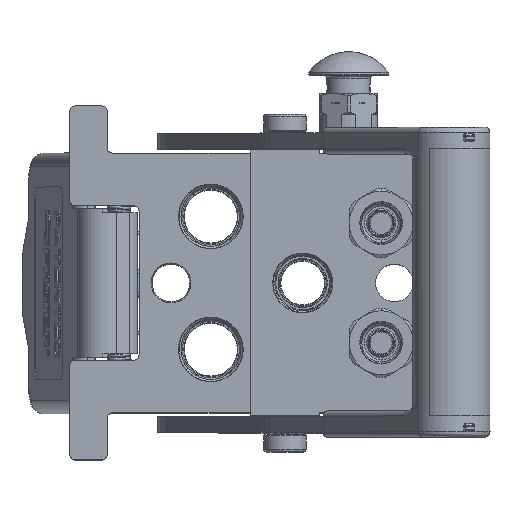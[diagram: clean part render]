
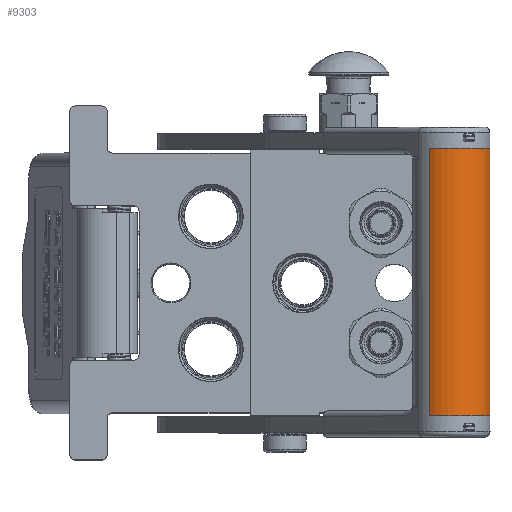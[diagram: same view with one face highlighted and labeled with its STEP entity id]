
A CAD part, top view. The second image highlights one B-rep face of the part: STEP entity #9303.
In plain terms, the highlighted cylindrical face has radius 14.5 mm (diameter 29 mm), a partial arc.
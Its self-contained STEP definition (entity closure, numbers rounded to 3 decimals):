
#1050 = VERTEX_POINT ( 'NONE', #49523 ) ;
#1204 = CARTESIAN_POINT ( 'NONE',  ( -50., 0., 14.5 ) ) ;
#1767 = ORIENTED_EDGE ( 'NONE', *, *, #34340, .T. ) ;
#2922 = VECTOR ( 'NONE', #96613, 1000. ) ;
#3497 = CARTESIAN_POINT ( 'NONE',  ( -46., 0., -14.5 ) ) ;
#3760 = LINE ( 'NONE', #3497, #77094 ) ;
#4425 = VERTEX_POINT ( 'NONE', #72638 ) ;
#6244 = ORIENTED_EDGE ( 'NONE', *, *, #37439, .T. ) ;
#7905 = AXIS2_PLACEMENT_3D ( 'NONE', #22711, #59553, #50712 ) ;
#9303 = ADVANCED_FACE ( 'NONE', ( #67857 ), #35108, .T. ) ;
#9716 = CIRCLE ( 'NONE', #44676, 14.5 ) ;
#10077 = CARTESIAN_POINT ( 'NONE',  ( 46.5, -7.576, -12.363 ) ) ;
#12875 = EDGE_CURVE ( 'NONE', #81738, #75477, #9716, .T. ) ;
#15359 = CIRCLE ( 'NONE', #61023, 14.5 ) ;
#17196 = EDGE_CURVE ( 'NONE', #45019, #90930, #31370, .T. ) ;
#22711 = CARTESIAN_POINT ( 'NONE',  ( -50., 0., 0. ) ) ;
#22874 = CARTESIAN_POINT ( 'NONE',  ( -46., -7.576, -12.363 ) ) ;
#25339 = CARTESIAN_POINT ( 'NONE',  ( -46., 0., 0. ) ) ;
#28184 = CARTESIAN_POINT ( 'NONE',  ( -50., -7.576, -12.363 ) ) ;
#28623 = CARTESIAN_POINT ( 'NONE',  ( 50.5, 0., 14.5 ) ) ;
#28799 = ORIENTED_EDGE ( 'NONE', *, *, #102583, .T. ) ;
#29410 = AXIS2_PLACEMENT_3D ( 'NONE', #82306, #44648, #72299 ) ;
#30290 = AXIS2_PLACEMENT_3D ( 'NONE', #100901, #110091, #90893 ) ;
#31068 = ORIENTED_EDGE ( 'NONE', *, *, #17196, .T. ) ;
#31370 = LINE ( 'NONE', #10077, #2922 ) ;
#34340 = EDGE_CURVE ( 'NONE', #75477, #71213, #3760, .T. ) ;
#34409 = CIRCLE ( 'NONE', #30290, 14.5 ) ;
#35108 = CYLINDRICAL_SURFACE ( 'NONE', #41887, 14.5 ) ;
#35132 = CARTESIAN_POINT ( 'NONE',  ( 50.5, -7.576, -12.363 ) ) ;
#35950 = DIRECTION ( 'NONE',  ( 0., 0., -1. ) ) ;
#36757 = EDGE_CURVE ( 'NONE', #1050, #81738, #116178, .T. ) ;
#37439 = EDGE_CURVE ( 'NONE', #4425, #45019, #114468, .T. ) ;
#40571 = EDGE_CURVE ( 'NONE', #71213, #4425, #15359, .T. ) ;
#41644 = EDGE_CURVE ( 'NONE', #118776, #124184, #62986, .T. ) ;
#41887 = AXIS2_PLACEMENT_3D ( 'NONE', #100734, #52309, #35950 ) ;
#44648 = DIRECTION ( 'NONE',  ( -1., 0., 0. ) ) ;
#44676 = AXIS2_PLACEMENT_3D ( 'NONE', #25339, #92198, #93018 ) ;
#45019 = VERTEX_POINT ( 'NONE', #113119 ) ;
#47849 = ORIENTED_EDGE ( 'NONE', *, *, #102984, .T. ) ;
#49291 = ORIENTED_EDGE ( 'NONE', *, *, #12875, .T. ) ;
#49523 = CARTESIAN_POINT ( 'NONE',  ( -50., -7.576, -12.363 ) ) ;
#50712 = DIRECTION ( 'NONE',  ( 0., 0., 1. ) ) ;
#52280 = CIRCLE ( 'NONE', #7905, 14.5 ) ;
#52309 = DIRECTION ( 'NONE',  ( -1., 0., 0. ) ) ;
#57475 = CARTESIAN_POINT ( 'NONE',  ( 46.5, 0., -14.5 ) ) ;
#59553 = DIRECTION ( 'NONE',  ( 1., 0., 0. ) ) ;
#59683 = DIRECTION ( 'NONE',  ( 0., 0., -1. ) ) ;
#60946 = ORIENTED_EDGE ( 'NONE', *, *, #36757, .T. ) ;
#61023 = AXIS2_PLACEMENT_3D ( 'NONE', #79294, #80524, #59683 ) ;
#62986 = LINE ( 'NONE', #1204, #85343 ) ;
#65349 = VECTOR ( 'NONE', #95880, 1000. ) ;
#65797 = ORIENTED_EDGE ( 'NONE', *, *, #40571, .T. ) ;
#67857 = FACE_OUTER_BOUND ( 'NONE', #118450, .T. ) ;
#71213 = VERTEX_POINT ( 'NONE', #57475 ) ;
#72299 = DIRECTION ( 'NONE',  ( 0., 0., -1. ) ) ;
#72638 = CARTESIAN_POINT ( 'NONE',  ( 46.5, -7.111, -12.636 ) ) ;
#75477 = VERTEX_POINT ( 'NONE', #99577 ) ;
#77094 = VECTOR ( 'NONE', #89585, 1000. ) ;
#79294 = CARTESIAN_POINT ( 'NONE',  ( 46.5, 0., 0. ) ) ;
#80524 = DIRECTION ( 'NONE',  ( -1., 0., 0. ) ) ;
#81738 = VERTEX_POINT ( 'NONE', #22874 ) ;
#82306 = CARTESIAN_POINT ( 'NONE',  ( 46.5, 0., 0. ) ) ;
#85343 = VECTOR ( 'NONE', #85678, 1000. ) ;
#85678 = DIRECTION ( 'NONE',  ( 1., 0., 0. ) ) ;
#87686 = CARTESIAN_POINT ( 'NONE',  ( -50., 0., 14.5 ) ) ;
#89585 = DIRECTION ( 'NONE',  ( 1., 0., 0. ) ) ;
#90893 = DIRECTION ( 'NONE',  ( 0., -0.522, -0.853 ) ) ;
#90930 = VERTEX_POINT ( 'NONE', #35132 ) ;
#92198 = DIRECTION ( 'NONE',  ( 1., 0., 0. ) ) ;
#93018 = DIRECTION ( 'NONE',  ( 0., -0.522, -0.853 ) ) ;
#95880 = DIRECTION ( 'NONE',  ( 1., 0., 0. ) ) ;
#96613 = DIRECTION ( 'NONE',  ( 1., 0., 0. ) ) ;
#99341 = ORIENTED_EDGE ( 'NONE', *, *, #41644, .F. ) ;
#99577 = CARTESIAN_POINT ( 'NONE',  ( -46., 0., -14.5 ) ) ;
#100734 = CARTESIAN_POINT ( 'NONE',  ( -50., 0., 0. ) ) ;
#100901 = CARTESIAN_POINT ( 'NONE',  ( 50.5, 0., 0. ) ) ;
#102583 = EDGE_CURVE ( 'NONE', #90930, #124184, #34409, .T. ) ;
#102984 = EDGE_CURVE ( 'NONE', #118776, #1050, #52280, .T. ) ;
#110091 = DIRECTION ( 'NONE',  ( -1., 0., 0. ) ) ;
#113119 = CARTESIAN_POINT ( 'NONE',  ( 46.5, -7.576, -12.363 ) ) ;
#114468 = CIRCLE ( 'NONE', #29410, 14.5 ) ;
#116178 = LINE ( 'NONE', #28184, #65349 ) ;
#118450 = EDGE_LOOP ( 'NONE', ( #1767, #65797, #6244, #31068, #28799, #99341, #47849, #60946, #49291 ) ) ;
#118776 = VERTEX_POINT ( 'NONE', #87686 ) ;
#124184 = VERTEX_POINT ( 'NONE', #28623 ) ;
